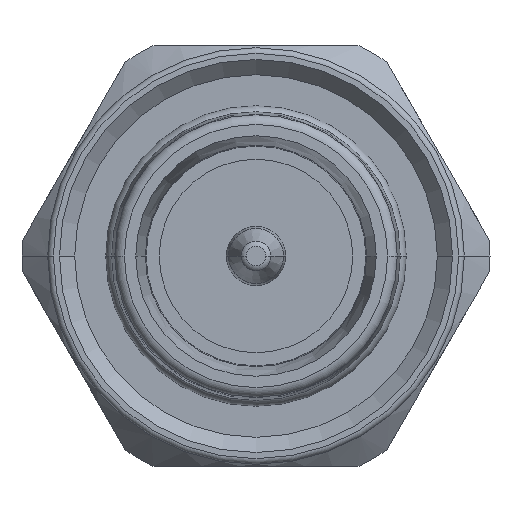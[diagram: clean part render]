
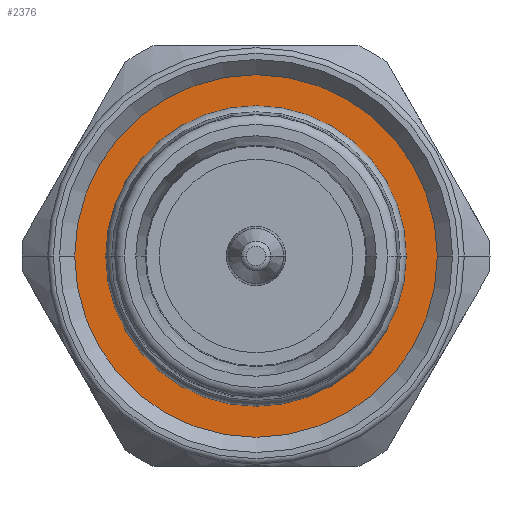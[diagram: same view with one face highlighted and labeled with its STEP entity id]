
A CAD part, left-side view. The second image highlights one B-rep face of the part: STEP entity #2376.
In plain terms, the highlighted planar face has unit normal (-1, 0, 0).
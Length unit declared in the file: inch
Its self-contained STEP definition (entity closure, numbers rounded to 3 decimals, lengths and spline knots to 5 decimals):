
#78 = CIRCLE ( 'NONE', #386, 0.37364 ) ;
#82 = ORIENTED_EDGE ( 'NONE', *, *, #2065, .T. ) ;
#174 = VERTEX_POINT ( 'NONE', #3607 ) ;
#279 = VERTEX_POINT ( 'NONE', #1250 ) ;
#319 = CARTESIAN_POINT ( 'NONE',  ( 0.33143, 0., 0. ) ) ;
#386 = AXIS2_PLACEMENT_3D ( 'NONE', #966, #2570, #2905 ) ;
#511 = EDGE_CURVE ( 'NONE', #279, #651, #3280, .T. ) ;
#651 = VERTEX_POINT ( 'NONE', #1197 ) ;
#652 = EDGE_CURVE ( 'NONE', #756, #174, #78, .T. ) ;
#735 = DIRECTION ( 'NONE',  ( 0., -1., 0. ) ) ;
#756 = VERTEX_POINT ( 'NONE', #1106 ) ;
#817 = EDGE_LOOP ( 'NONE', ( #2212, #82 ) ) ;
#909 = PLANE ( 'NONE',  #2205 ) ;
#966 = CARTESIAN_POINT ( 'NONE',  ( 0.33143, 0., 0. ) ) ;
#994 = DIRECTION ( 'NONE',  ( -1., 0., 0. ) ) ;
#1023 = DIRECTION ( 'NONE',  ( -1., 0., 0. ) ) ;
#1072 = CARTESIAN_POINT ( 'NONE',  ( 0.33143, 0., 0. ) ) ;
#1106 = CARTESIAN_POINT ( 'NONE',  ( 0.33143, -0.37364, 0. ) ) ;
#1192 = EDGE_LOOP ( 'NONE', ( #3164, #3300 ) ) ;
#1197 = CARTESIAN_POINT ( 'NONE',  ( 0.33143, -0.29729, 0. ) ) ;
#1250 = CARTESIAN_POINT ( 'NONE',  ( 0.33143, 0.29729, 0. ) ) ;
#1379 = CARTESIAN_POINT ( 'NONE',  ( 0.33143, 0., 0. ) ) ;
#1480 = FACE_BOUND ( 'NONE', #1192, .T. ) ;
#1640 = EDGE_CURVE ( 'NONE', #651, #279, #3148, .T. ) ;
#1826 = DIRECTION ( 'NONE',  ( 0., -1., 0. ) ) ;
#2013 = DIRECTION ( 'NONE',  ( 0., 1., 0. ) ) ;
#2065 = EDGE_CURVE ( 'NONE', #174, #756, #3537, .T. ) ;
#2188 = DIRECTION ( 'NONE',  ( -1., 0., 0. ) ) ;
#2205 = AXIS2_PLACEMENT_3D ( 'NONE', #319, #2251, #2013 ) ;
#2212 = ORIENTED_EDGE ( 'NONE', *, *, #652, .T. ) ;
#2251 = DIRECTION ( 'NONE',  ( 1., 0., 0. ) ) ;
#2280 = AXIS2_PLACEMENT_3D ( 'NONE', #1379, #2188, #3305 ) ;
#2352 = CARTESIAN_POINT ( 'NONE',  ( 0.33143, 0., 0. ) ) ;
#2376 = ADVANCED_FACE ( 'NONE', ( #1480, #2513 ), #909, .F. ) ;
#2513 = FACE_OUTER_BOUND ( 'NONE', #817, .T. ) ;
#2570 = DIRECTION ( 'NONE',  ( -1., 0., 0. ) ) ;
#2905 = DIRECTION ( 'NONE',  ( 0., -1., 0. ) ) ;
#3080 = AXIS2_PLACEMENT_3D ( 'NONE', #2352, #994, #1826 ) ;
#3083 = AXIS2_PLACEMENT_3D ( 'NONE', #1072, #1023, #735 ) ;
#3148 = CIRCLE ( 'NONE', #3083, 0.29729 ) ;
#3164 = ORIENTED_EDGE ( 'NONE', *, *, #1640, .F. ) ;
#3280 = CIRCLE ( 'NONE', #2280, 0.29729 ) ;
#3300 = ORIENTED_EDGE ( 'NONE', *, *, #511, .F. ) ;
#3305 = DIRECTION ( 'NONE',  ( 0., -1., 0. ) ) ;
#3537 = CIRCLE ( 'NONE', #3080, 0.37364 ) ;
#3607 = CARTESIAN_POINT ( 'NONE',  ( 0.33143, 0.37364, 0. ) ) ;
